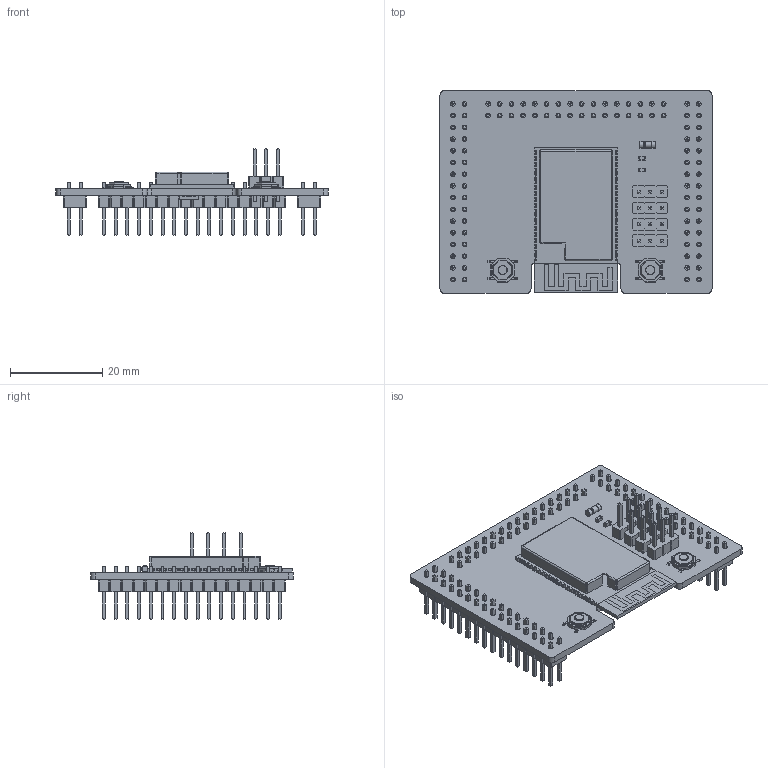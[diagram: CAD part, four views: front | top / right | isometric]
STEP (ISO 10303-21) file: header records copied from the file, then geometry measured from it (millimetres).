
FILE_DESCRIPTION(('KiCad electronic assembly'),'2;1');
FILE_NAME('esp32-wrover-module.step','2025-09-20T23:50:09',('Pcbnew'),( 'Kicad'),'Open CASCADE STEP processor 7.9','KiCad to STEP converter' ,'Unknown');
FILE_SCHEMA(('AUTOMOTIVE_DESIGN { 1 0 10303 214 1 1 1 1 }'));
Length unit declared in the file: millimetre
Products named in the file (9): esp32-wrover-module 1; PinHeader_1x03_P2.54mm_Vertical; SW_SPST_TL3342; C_0603_1608Metric; D_MiniMELF; ESP32-WROVER-B; QFN-24-1EP_4x4mm_P0.5mm_EP2.7x2.7mm; PinHeader_2x16_P2.54mm_Vertical; esp32-wrover-module_PCB
Assembly tree (15 placements, depth 2):
  esp32-wrover-module 1
    PinHeader_1x03_P2.54mm_Vertical  x4
    SW_SPST_TL3342  x2
    C_0603_1608Metric  x2
    D_MiniMELF
    ESP32-WROVER-B
    QFN-24-1EP_4x4mm_P0.5mm_EP2.7x2.7mm
    PinHeader_2x16_P2.54mm_Vertical  x3
    esp32-wrover-module_PCB
Bounding box: 59 x 44 x 18.76 mm (x, y, z)
Volume: 6411.5 mm3; surface area: 13248.6 mm2
Topology: 57 solids, 59 shells, 3830 faces, 9442 edges, 5972 vertices
Faces by surface type: plane 3477, cylinder 307, bspline 42, torus 2, revolution 2
Full cylindrical faces by diameter (mm): 0.2 x12, 0.5 x1, 1 x108, 1.35 x2, 1.4 x3, 2 x2
Entity records: 70127 total; most frequent: CARTESIAN_POINT 11707, ORIENTED_EDGE 10330, DIRECTION 9639, EDGE_CURVE 5165, LINE 4595, VECTOR 4595, VERTEX_POINT 3325, AXIS2_PLACEMENT_3D 2521
